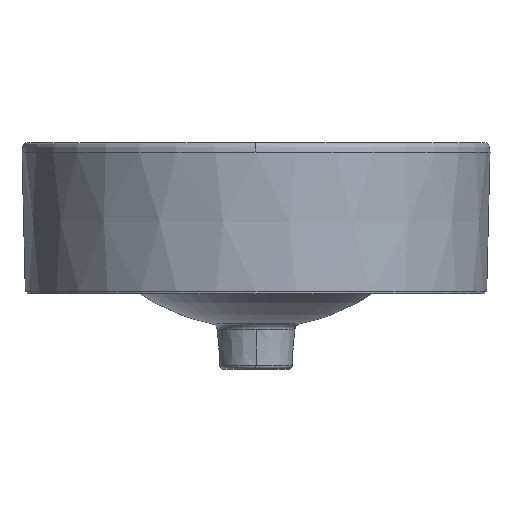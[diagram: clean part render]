
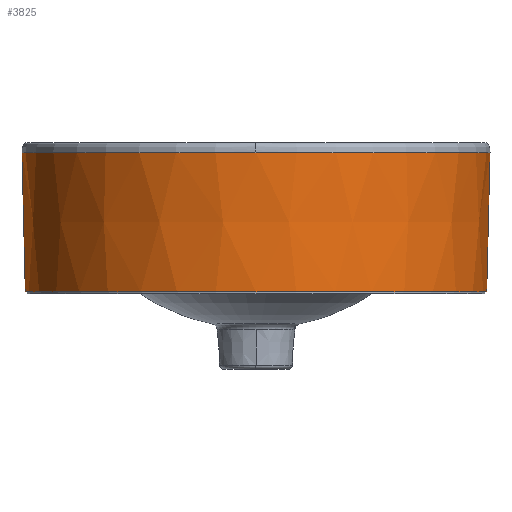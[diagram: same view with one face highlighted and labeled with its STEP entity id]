
A CAD part, left-side view. The second image highlights one B-rep face of the part: STEP entity #3825.
In plain terms, the highlighted conical face has half-angle 1.36 degrees and reference radius 208.518 mm.
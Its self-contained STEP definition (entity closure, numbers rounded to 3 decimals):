
#921=CARTESIAN_POINT('',(0.,0.,16.5));
#922=DIRECTION('',(0.,0.,1.));
#923=DIRECTION('',(0.,1.,0.));
#924=AXIS2_PLACEMENT_3D('',#921,#922,#923);
#926=DIRECTION('',(0.,0.024,1.));
#927=VECTOR('',#926,124.874);
#928=CARTESIAN_POINT('',(0.,207.036,16.5));
#929=LINE('',#928,#927);
#930=DIRECTION('',(0.,-0.024,1.));
#931=VECTOR('',#930,124.874);
#932=CARTESIAN_POINT('',(0.,-207.036,16.5));
#933=LINE('',#932,#931);
#944=CARTESIAN_POINT('',(0.,0.,141.339));
#945=DIRECTION('',(0.,0.,1.));
#946=DIRECTION('',(0.,1.,0.));
#947=AXIS2_PLACEMENT_3D('',#944,#945,#946);
#954=CARTESIAN_POINT('',(0.,0.,141.339));
#955=DIRECTION('',(0.,0.,1.));
#956=DIRECTION('',(-1.,0.,0.));
#957=AXIS2_PLACEMENT_3D('',#954,#955,#956);
#2940=CARTESIAN_POINT('',(0.,-207.036,
16.5));
#2941=CARTESIAN_POINT('',(0.,207.036,16.5));
#2942=VERTEX_POINT('',#2940);
#2943=VERTEX_POINT('',#2941);
#2963=CARTESIAN_POINT('',(0.,210.,141.339));
#2965=VERTEX_POINT('',#2963);
#2966=CARTESIAN_POINT('',(-210.,0.,141.339));
#2967=VERTEX_POINT('',#2966);
#2968=CARTESIAN_POINT('',(0.,-210.,141.339));
#2969=VERTEX_POINT('',#2968);
#3811=CARTESIAN_POINT('',(0.,0.,78.919));
#3812=DIRECTION('',(0.,0.,1.));
#3813=DIRECTION('',(0.,1.,0.));
#3814=AXIS2_PLACEMENT_3D('',#3811,#3812,#3813);
#3815=CONICAL_SURFACE('',#3814,208.518,1.36);
#3816=ORIENTED_EDGE('',*,*,#3785,.F.);
#3817=ORIENTED_EDGE('',*,*,#3806,.T.);
#3819=ORIENTED_EDGE('',*,*,#3818,.T.);
#3821=ORIENTED_EDGE('',*,*,#3820,.T.);
#3822=ORIENTED_EDGE('',*,*,#3800,.F.);
#3823=EDGE_LOOP('',(#3816,#3817,#3819,#3821,#3822));
#3824=FACE_OUTER_BOUND('',#3823,.F.);
#3825=ADVANCED_FACE('',(#3824),#3815,.T.);
#925=CIRCLE('',#924,207.036);
#948=CIRCLE('',#947,210.);
#958=CIRCLE('',#957,210.);
#3785=EDGE_CURVE('',#2943,#2942,#925,.T.);
#3800=EDGE_CURVE('',#2942,#2969,#933,.T.);
#3806=EDGE_CURVE('',#2943,#2965,#929,.T.);
#3818=EDGE_CURVE('',#2965,#2967,#948,.T.);
#3820=EDGE_CURVE('',#2967,#2969,#958,.T.);
